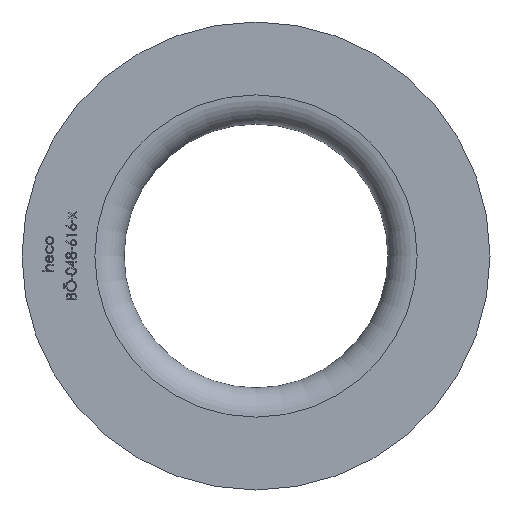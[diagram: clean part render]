
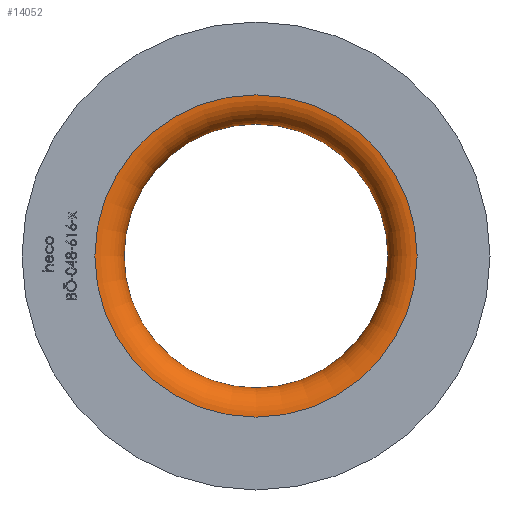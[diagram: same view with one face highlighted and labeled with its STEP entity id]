
A CAD part, left-side view. The second image highlights one B-rep face of the part: STEP entity #14052.
In plain terms, the highlighted toroidal (fillet/blend) face has major radius 27.55 mm and minor radius 5 mm.
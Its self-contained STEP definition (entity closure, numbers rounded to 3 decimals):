
#81 = CIRCLE ( 'NONE', #10700, 27.55 ) ;
#85 = VERTEX_POINT ( 'NONE', #298 ) ;
#298 = CARTESIAN_POINT ( 'NONE',  ( 5., 0., -22.55 ) ) ;
#466 = EDGE_CURVE ( 'NONE', #7182, #7182, #81, .T. ) ;
#710 = DIRECTION ( 'NONE',  ( 0., 0., -1. ) ) ;
#1406 = DIRECTION ( 'NONE',  ( 0., 0., -1. ) ) ;
#1868 = EDGE_LOOP ( 'NONE', ( #7111 ) ) ;
#3425 = AXIS2_PLACEMENT_3D ( 'NONE', #10090, #6692, #710 ) ;
#4064 = ORIENTED_EDGE ( 'NONE', *, *, #5925, .F. ) ;
#4088 = DIRECTION ( 'NONE',  ( 0., 0., -1. ) ) ;
#5142 = TOROIDAL_SURFACE ( 'NONE', #8753, 27.55, 5. ) ;
#5925 = EDGE_CURVE ( 'NONE', #85, #85, #7560, .T. ) ;
#6101 = CARTESIAN_POINT ( 'NONE',  ( 0., 0., 0. ) ) ;
#6660 = DIRECTION ( 'NONE',  ( 1., 0., 0. ) ) ;
#6692 = DIRECTION ( 'NONE',  ( -1., 0., 0. ) ) ;
#7078 = EDGE_LOOP ( 'NONE', ( #4064 ) ) ;
#7111 = ORIENTED_EDGE ( 'NONE', *, *, #466, .F. ) ;
#7182 = VERTEX_POINT ( 'NONE', #11809 ) ;
#7560 = CIRCLE ( 'NONE', #3425, 22.55 ) ;
#8753 = AXIS2_PLACEMENT_3D ( 'NONE', #11190, #6660, #4088 ) ;
#10090 = CARTESIAN_POINT ( 'NONE',  ( 5., 0., 0. ) ) ;
#10700 = AXIS2_PLACEMENT_3D ( 'NONE', #6101, #10712, #1406 ) ;
#10712 = DIRECTION ( 'NONE',  ( 1., 0., 0. ) ) ;
#11190 = CARTESIAN_POINT ( 'NONE',  ( 5., 0., 0. ) ) ;
#11809 = CARTESIAN_POINT ( 'NONE',  ( 0., 0., -27.55 ) ) ;
#12268 = FACE_OUTER_BOUND ( 'NONE', #7078, .T. ) ;
#14052 = ADVANCED_FACE ( 'NONE', ( #14589, #12268 ), #5142, .T. ) ;
#14589 = FACE_OUTER_BOUND ( 'NONE', #1868, .T. ) ;
